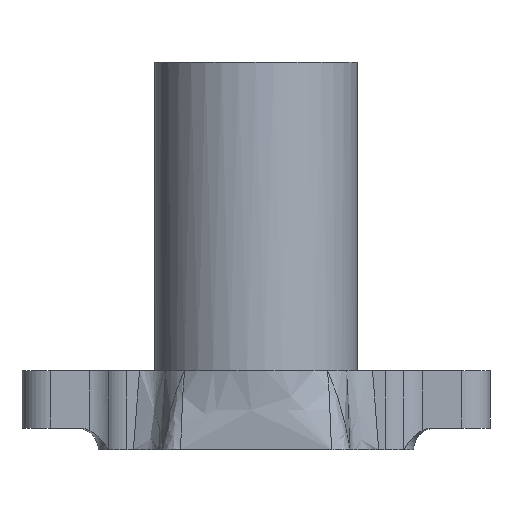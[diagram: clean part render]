
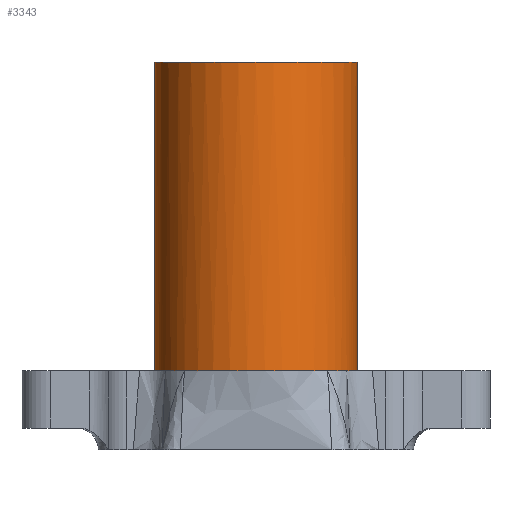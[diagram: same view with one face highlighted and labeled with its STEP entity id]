
A CAD part, front view. The second image highlights one B-rep face of the part: STEP entity #3343.
In plain terms, the highlighted cylindrical face has radius 7.05 mm (diameter 14.1 mm), a partial arc.
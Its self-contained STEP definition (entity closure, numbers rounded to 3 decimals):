
#25 = AXIS2_PLACEMENT_3D ( 'NONE', #3075, #4126, #638 ) ;
#131 = CARTESIAN_POINT ( 'NONE',  ( -6.76, -2., 5.5 ) ) ;
#176 = CARTESIAN_POINT ( 'NONE',  ( -6.328, -3.108, 5.5 ) ) ;
#189 = DIRECTION ( 'NONE',  ( 0., 0., -1. ) ) ;
#268 = CARTESIAN_POINT ( 'NONE',  ( -7.05, 0., 69.94 ) ) ;
#273 = VERTEX_POINT ( 'NONE', #3320 ) ;
#330 = CARTESIAN_POINT ( 'NONE',  ( -7.05, 0., 27. ) ) ;
#334 = EDGE_CURVE ( 'NONE', #273, #3433, #3296, .T. ) ;
#402 = VERTEX_POINT ( 'NONE', #728 ) ;
#522 = LINE ( 'NONE', #268, #2107 ) ;
#557 = VERTEX_POINT ( 'NONE', #1008 ) ;
#563 = ORIENTED_EDGE ( 'NONE', *, *, #334, .F. ) ;
#568 = FACE_OUTER_BOUND ( 'NONE', #3001, .T. ) ;
#613 = DIRECTION ( 'NONE',  ( 0., 0., 1. ) ) ;
#638 = DIRECTION ( 'NONE',  ( 1., 0., 0. ) ) ;
#667 = LINE ( 'NONE', #1346, #3374 ) ;
#728 = CARTESIAN_POINT ( 'NONE',  ( -6.76, -2., 5.5 ) ) ;
#737 = CARTESIAN_POINT ( 'NONE',  ( 6.929, -1.344, 5.5 ) ) ;
#758 = ORIENTED_EDGE ( 'NONE', *, *, #1847, .F. ) ;
#780 = CARTESIAN_POINT ( 'NONE',  ( 6.76, -2., 5.5 ) ) ;
#843 = VERTEX_POINT ( 'NONE', #1331 ) ;
#922 = ORIENTED_EDGE ( 'NONE', *, *, #3587, .F. ) ;
#1008 = CARTESIAN_POINT ( 'NONE',  ( 4.985, -4.985, 5.5 ) ) ;
#1080 = VERTEX_POINT ( 'NONE', #2042 ) ;
#1109 = CARTESIAN_POINT ( 'NONE',  ( 0., 0., 5.5 ) ) ;
#1134 = DIRECTION ( 'NONE',  ( -1., 0., 0. ) ) ;
#1173 = B_SPLINE_CURVE_WITH_KNOTS ( 'NONE', 3,
 ( #131, #2416, #2688, #2078, #1771, #4002 ),
 .UNSPECIFIED., .F., .F.,
 ( 4, 2, 4 ),
 ( 0.454, 0.477, 0.5 ),
 .UNSPECIFIED. ) ;
#1273 = AXIS2_PLACEMENT_3D ( 'NONE', #1109, #3336, #3027 ) ;
#1331 = CARTESIAN_POINT ( 'NONE',  ( -6.328, -3.108, 5.5 ) ) ;
#1346 = CARTESIAN_POINT ( 'NONE',  ( 7.05, 0., 69.94 ) ) ;
#1427 = CIRCLE ( 'NONE', #2964, 7.05 ) ;
#1448 = CARTESIAN_POINT ( 'NONE',  ( -6.325, -3.115, 5.5 ) ) ;
#1482 = CARTESIAN_POINT ( 'NONE',  ( 0., 0., 5.5 ) ) ;
#1529 = VERTEX_POINT ( 'NONE', #1884 ) ;
#1536 = CARTESIAN_POINT ( 'NONE',  ( 6.323, -3.118, 5.5 ) ) ;
#1546 = AXIS2_PLACEMENT_3D ( 'NONE', #2393, #3309, #3715 ) ;
#1665 = DIRECTION ( 'NONE',  ( -1., 0., 0. ) ) ;
#1669 = EDGE_CURVE ( 'NONE', #4065, #1080, #522, .T. ) ;
#1754 = CIRCLE ( 'NONE', #1273, 7.05 ) ;
#1770 = VERTEX_POINT ( 'NONE', #3401 ) ;
#1771 = CARTESIAN_POINT ( 'NONE',  ( -7.05, -0.339, 5.5 ) ) ;
#1812 = ORIENTED_EDGE ( 'NONE', *, *, #1669, .T. ) ;
#1837 = CYLINDRICAL_SURFACE ( 'NONE', #2618, 7.05 ) ;
#1847 = EDGE_CURVE ( 'NONE', #2367, #2706, #667, .T. ) ;
#1878 = CIRCLE ( 'NONE', #2943, 7.05 ) ;
#1884 = CARTESIAN_POINT ( 'NONE',  ( -6.323, -3.118, 5.5 ) ) ;
#2031 = AXIS2_PLACEMENT_3D ( 'NONE', #1482, #189, #1134 ) ;
#2042 = CARTESIAN_POINT ( 'NONE',  ( -7.05, 0., 5.5 ) ) ;
#2078 = CARTESIAN_POINT ( 'NONE',  ( -7.026, -0.676, 5.5 ) ) ;
#2107 = VECTOR ( 'NONE', #2167, 1000. ) ;
#2167 = DIRECTION ( 'NONE',  ( 0., 0., -1. ) ) ;
#2196 = CARTESIAN_POINT ( 'NONE',  ( 7.05, 0., 27. ) ) ;
#2255 = DIRECTION ( 'NONE',  ( 0., 0., -1. ) ) ;
#2367 = VERTEX_POINT ( 'NONE', #2196 ) ;
#2371 = CARTESIAN_POINT ( 'NONE',  ( 6.856, -1.676, 5.5 ) ) ;
#2393 = CARTESIAN_POINT ( 'NONE',  ( 0., 0., 27. ) ) ;
#2395 = CARTESIAN_POINT ( 'NONE',  ( 0., 0., 69.94 ) ) ;
#2408 = ORIENTED_EDGE ( 'NONE', *, *, #2973, .T. ) ;
#2416 = CARTESIAN_POINT ( 'NONE',  ( -6.856, -1.676, 5.5 ) ) ;
#2441 = CARTESIAN_POINT ( 'NONE',  ( -6.323, -3.118, 5.5 ) ) ;
#2577 = DIRECTION ( 'NONE',  ( 0., 0., 1. ) ) ;
#2616 = CIRCLE ( 'NONE', #1546, 7.05 ) ;
#2618 = AXIS2_PLACEMENT_3D ( 'NONE', #2395, #2630, #1665 ) ;
#2630 = DIRECTION ( 'NONE',  ( 0., 0., -1. ) ) ;
#2641 = EDGE_CURVE ( 'NONE', #2367, #4065, #2616, .T. ) ;
#2648 = ORIENTED_EDGE ( 'NONE', *, *, #2690, .F. ) ;
#2686 = CARTESIAN_POINT ( 'NONE',  ( 7.026, -0.676, 5.5 ) ) ;
#2688 = CARTESIAN_POINT ( 'NONE',  ( -6.929, -1.344, 5.5 ) ) ;
#2690 = EDGE_CURVE ( 'NONE', #402, #1080, #1173, .T. ) ;
#2706 = VERTEX_POINT ( 'NONE', #3959 ) ;
#2825 = DIRECTION ( 'NONE',  ( 1., 0., 0. ) ) ;
#2943 = AXIS2_PLACEMENT_3D ( 'NONE', #3465, #613, #2825 ) ;
#2964 = AXIS2_PLACEMENT_3D ( 'NONE', #3450, #2577, #3490 ) ;
#2973 = EDGE_CURVE ( 'NONE', #1529, #1770, #1878, .T. ) ;
#2977 = CARTESIAN_POINT ( 'NONE',  ( 7.05, 0., 5.5 ) ) ;
#3001 = EDGE_LOOP ( 'NONE', ( #758, #4092, #1812, #2648, #3599, #3473, #2408, #3771, #4086, #563, #922 ) ) ;
#3027 = DIRECTION ( 'NONE',  ( 1., 0., 0. ) ) ;
#3075 = CARTESIAN_POINT ( 'NONE',  ( 0., 0., 5.5 ) ) ;
#3230 = CIRCLE ( 'NONE', #25, 7.05 ) ;
#3272 = EDGE_CURVE ( 'NONE', #1770, #557, #1754, .T. ) ;
#3296 = CIRCLE ( 'NONE', #2031, 7.05 ) ;
#3309 = DIRECTION ( 'NONE',  ( 0., 0., -1. ) ) ;
#3320 = CARTESIAN_POINT ( 'NONE',  ( 6.76, -2., 5.5 ) ) ;
#3336 = DIRECTION ( 'NONE',  ( 0., 0., 1. ) ) ;
#3343 = ADVANCED_FACE ( 'NONE', ( #568 ), #1837, .T. ) ;
#3374 = VECTOR ( 'NONE', #2255, 1000. ) ;
#3401 = CARTESIAN_POINT ( 'NONE',  ( -4.985, -4.985, 5.5 ) ) ;
#3433 = VERTEX_POINT ( 'NONE', #1536 ) ;
#3450 = CARTESIAN_POINT ( 'NONE',  ( 0., 0., 5.5 ) ) ;
#3465 = CARTESIAN_POINT ( 'NONE',  ( 0., 0., 5.5 ) ) ;
#3473 = ORIENTED_EDGE ( 'NONE', *, *, #3504, .T. ) ;
#3490 = DIRECTION ( 'NONE',  ( 1., 0., 0. ) ) ;
#3504 = EDGE_CURVE ( 'NONE', #843, #1529, #3513, .T. ) ;
#3513 = B_SPLINE_CURVE_WITH_KNOTS ( 'NONE', 3,
 ( #176, #4032, #1448, #2441 ),
 .UNSPECIFIED., .F., .F.,
 ( 4, 4 ),
 ( 0., 1. ),
 .UNSPECIFIED. ) ;
#3587 = EDGE_CURVE ( 'NONE', #2706, #273, #4064, .T. ) ;
#3599 = ORIENTED_EDGE ( 'NONE', *, *, #3823, .T. ) ;
#3715 = DIRECTION ( 'NONE',  ( -1., 0., 0. ) ) ;
#3771 = ORIENTED_EDGE ( 'NONE', *, *, #3272, .T. ) ;
#3793 = EDGE_CURVE ( 'NONE', #557, #3433, #3230, .T. ) ;
#3823 = EDGE_CURVE ( 'NONE', #402, #843, #1427, .T. ) ;
#3898 = CARTESIAN_POINT ( 'NONE',  ( 7.05, -0.339, 5.5 ) ) ;
#3959 = CARTESIAN_POINT ( 'NONE',  ( 7.05, 0., 5.5 ) ) ;
#4002 = CARTESIAN_POINT ( 'NONE',  ( -7.05, 0., 5.5 ) ) ;
#4032 = CARTESIAN_POINT ( 'NONE',  ( -6.326, -3.112, 5.5 ) ) ;
#4064 = B_SPLINE_CURVE_WITH_KNOTS ( 'NONE', 3,
 ( #2977, #3898, #2686, #737, #2371, #780 ),
 .UNSPECIFIED., .F., .F.,
 ( 4, 2, 4 ),
 ( 0.6, 0.8, 1. ),
 .UNSPECIFIED. ) ;
#4065 = VERTEX_POINT ( 'NONE', #330 ) ;
#4086 = ORIENTED_EDGE ( 'NONE', *, *, #3793, .T. ) ;
#4092 = ORIENTED_EDGE ( 'NONE', *, *, #2641, .T. ) ;
#4126 = DIRECTION ( 'NONE',  ( 0., 0., 1. ) ) ;
